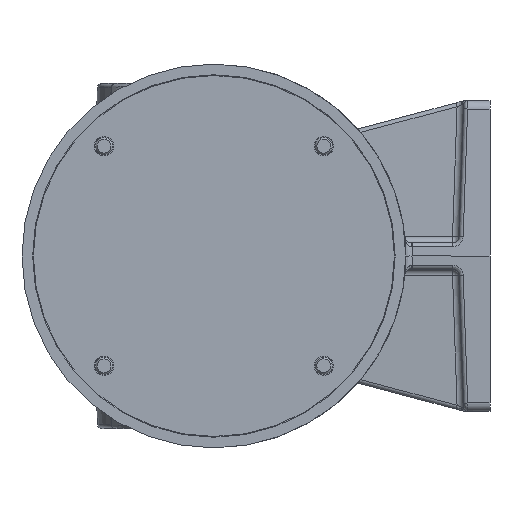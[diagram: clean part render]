
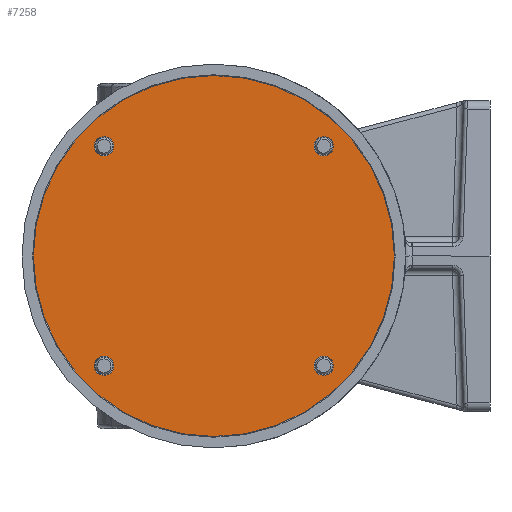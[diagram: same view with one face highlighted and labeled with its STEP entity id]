
A CAD part, left-side view. The second image highlights one B-rep face of the part: STEP entity #7258.
In plain terms, the highlighted planar face has unit normal (-1, 0, 0).
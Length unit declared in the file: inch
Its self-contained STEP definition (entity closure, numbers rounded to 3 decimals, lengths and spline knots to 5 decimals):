
#2877 = VERTEX_POINT ( 'NONE', #48414 ) ;
#3779 = DIRECTION ( 'NONE',  ( -1., 0., 0. ) ) ;
#5412 = CARTESIAN_POINT ( 'NONE',  ( -20.01, 0., 0. ) ) ;
#6760 = EDGE_CURVE ( 'NONE', #2877, #98620, #51130, .T. ) ;
#7258 = ADVANCED_FACE ( 'NONE', ( #90147, #25529, #137958, #83339, #108806 ), #88144, .F. ) ;
#7518 = VERTEX_POINT ( 'NONE', #111466 ) ;
#10003 = CIRCLE ( 'NONE', #111501, 0.28125 ) ;
#10542 = CIRCLE ( 'NONE', #139583, 0.28125 ) ;
#10848 = CARTESIAN_POINT ( 'NONE',  ( -20.01, -3.18198, -3.18198 ) ) ;
#11584 = CIRCLE ( 'NONE', #108206, 0.28125 ) ;
#12712 = EDGE_CURVE ( 'NONE', #61361, #55648, #139112, .T. ) ;
#12725 = EDGE_LOOP ( 'NONE', ( #81370, #16204 ) ) ;
#13905 = ORIENTED_EDGE ( 'NONE', *, *, #33097, .F. ) ;
#16204 = ORIENTED_EDGE ( 'NONE', *, *, #12712, .F. ) ;
#16299 = DIRECTION ( 'NONE',  ( 0., 0., -1. ) ) ;
#16934 = DIRECTION ( 'NONE',  ( -1., 0., 0. ) ) ;
#19980 = VERTEX_POINT ( 'NONE', #49730 ) ;
#19987 = DIRECTION ( 'NONE',  ( -1., 0., 0. ) ) ;
#21757 = DIRECTION ( 'NONE',  ( 0., 0., 1. ) ) ;
#22975 = ORIENTED_EDGE ( 'NONE', *, *, #140821, .F. ) ;
#24978 = ORIENTED_EDGE ( 'NONE', *, *, #73143, .F. ) ;
#25529 = FACE_BOUND ( 'NONE', #50795, .T. ) ;
#25886 = EDGE_CURVE ( 'NONE', #55648, #61361, #11584, .T. ) ;
#27345 = DIRECTION ( 'NONE',  ( 0., 0., 1. ) ) ;
#27512 = DIRECTION ( 'NONE',  ( -1., 0., 0. ) ) ;
#27814 = CARTESIAN_POINT ( 'NONE',  ( -20.01, -3.18198, 3.18198 ) ) ;
#29313 = CIRCLE ( 'NONE', #52043, 5.2305 ) ;
#30078 = CARTESIAN_POINT ( 'NONE',  ( -20.01, 3.18198, -3.18198 ) ) ;
#33097 = EDGE_CURVE ( 'NONE', #19980, #96019, #29313, .T. ) ;
#33730 = AXIS2_PLACEMENT_3D ( 'NONE', #68851, #3779, #79773 ) ;
#37774 = CARTESIAN_POINT ( 'NONE',  ( -20.01, -3.18198, 2.90073 ) ) ;
#40991 = DIRECTION ( 'NONE',  ( 0., 0., 1. ) ) ;
#41558 = CARTESIAN_POINT ( 'NONE',  ( -20.01, 3.18198, 3.18198 ) ) ;
#46205 = ORIENTED_EDGE ( 'NONE', *, *, #116040, .F. ) ;
#48414 = CARTESIAN_POINT ( 'NONE',  ( -20.01, -3.18198, 3.46323 ) ) ;
#49730 = CARTESIAN_POINT ( 'NONE',  ( -20.01, 0., -5.2305 ) ) ;
#50636 = AXIS2_PLACEMENT_3D ( 'NONE', #91634, #91943, #92103 ) ;
#50795 = EDGE_LOOP ( 'NONE', ( #101989, #68773 ) ) ;
#51130 = CIRCLE ( 'NONE', #63294, 0.28125 ) ;
#51486 = CARTESIAN_POINT ( 'NONE',  ( -20.01, 0., 5.2305 ) ) ;
#52043 = AXIS2_PLACEMENT_3D ( 'NONE', #5412, #81378, #16299 ) ;
#52453 = DIRECTION ( 'NONE',  ( 0., 0., 1. ) ) ;
#55131 = DIRECTION ( 'NONE',  ( 1., 0., 0. ) ) ;
#55648 = VERTEX_POINT ( 'NONE', #88030 ) ;
#57288 = CIRCLE ( 'NONE', #126144, 5.2305 ) ;
#57927 = CARTESIAN_POINT ( 'NONE',  ( -20.01, 3.18198, 3.18198 ) ) ;
#60516 = CARTESIAN_POINT ( 'NONE',  ( -20.01, 3.18198, 2.90073 ) ) ;
#61361 = VERTEX_POINT ( 'NONE', #109189 ) ;
#63294 = AXIS2_PLACEMENT_3D ( 'NONE', #27814, #27512, #27345 ) ;
#64859 = CARTESIAN_POINT ( 'NONE',  ( -20.01, -3.18198, -3.46323 ) ) ;
#68773 = ORIENTED_EDGE ( 'NONE', *, *, #120105, .F. ) ;
#68851 = CARTESIAN_POINT ( 'NONE',  ( -20.01, 3.18198, -3.18198 ) ) ;
#68899 = DIRECTION ( 'NONE',  ( 0., 0., 1. ) ) ;
#72882 = EDGE_LOOP ( 'NONE', ( #46205, #125216 ) ) ;
#73143 = EDGE_CURVE ( 'NONE', #7518, #121004, #10542, .T. ) ;
#79773 = DIRECTION ( 'NONE',  ( 0., 0., 1. ) ) ;
#80122 = EDGE_CURVE ( 'NONE', #121004, #7518, #133051, .T. ) ;
#81370 = ORIENTED_EDGE ( 'NONE', *, *, #25886, .F. ) ;
#81378 = DIRECTION ( 'NONE',  ( 1., 0., 0. ) ) ;
#82027 = CARTESIAN_POINT ( 'NONE',  ( -20.01, -3.18198, -3.18198 ) ) ;
#83339 = FACE_BOUND ( 'NONE', #72882, .T. ) ;
#85065 = CARTESIAN_POINT ( 'NONE',  ( -20.01, -3.18198, 3.18198 ) ) ;
#86820 = DIRECTION ( 'NONE',  ( -1., 0., 0. ) ) ;
#88030 = CARTESIAN_POINT ( 'NONE',  ( -20.01, 3.18198, -2.90073 ) ) ;
#88144 = PLANE ( 'NONE',  #50636 ) ;
#90147 = FACE_BOUND ( 'NONE', #12725, .T. ) ;
#91634 = CARTESIAN_POINT ( 'NONE',  ( -20.01, 5.2305, 0. ) ) ;
#91943 = DIRECTION ( 'NONE',  ( 1., 0., 0. ) ) ;
#92103 = DIRECTION ( 'NONE',  ( 0., 0., -1. ) ) ;
#92959 = DIRECTION ( 'NONE',  ( 0., 0., 1. ) ) ;
#93220 = EDGE_LOOP ( 'NONE', ( #24978, #137236 ) ) ;
#96011 = DIRECTION ( 'NONE',  ( 0., 0., 1. ) ) ;
#96019 = VERTEX_POINT ( 'NONE', #51486 ) ;
#98620 = VERTEX_POINT ( 'NONE', #37774 ) ;
#101989 = ORIENTED_EDGE ( 'NONE', *, *, #6760, .F. ) ;
#102870 = EDGE_CURVE ( 'NONE', #121750, #117163, #10003, .T. ) ;
#106091 = DIRECTION ( 'NONE',  ( -1., 0., 0. ) ) ;
#108206 = AXIS2_PLACEMENT_3D ( 'NONE', #30078, #106091, #40991 ) ;
#108806 = FACE_BOUND ( 'NONE', #93220, .T. ) ;
#109189 = CARTESIAN_POINT ( 'NONE',  ( -20.01, 3.18198, -3.46323 ) ) ;
#111466 = CARTESIAN_POINT ( 'NONE',  ( -20.01, -3.18198, -2.90073 ) ) ;
#111501 = AXIS2_PLACEMENT_3D ( 'NONE', #57927, #134158, #68899 ) ;
#111594 = CIRCLE ( 'NONE', #130500, 0.28125 ) ;
#111927 = AXIS2_PLACEMENT_3D ( 'NONE', #41558, #117645, #52453 ) ;
#112461 = CARTESIAN_POINT ( 'NONE',  ( -20.01, 3.18198, 3.46323 ) ) ;
#115567 = CIRCLE ( 'NONE', #111927, 0.28125 ) ;
#116040 = EDGE_CURVE ( 'NONE', #117163, #121750, #115567, .T. ) ;
#117163 = VERTEX_POINT ( 'NONE', #112461 ) ;
#117645 = DIRECTION ( 'NONE',  ( -1., 0., 0. ) ) ;
#119223 = AXIS2_PLACEMENT_3D ( 'NONE', #82027, #16934, #92959 ) ;
#120105 = EDGE_CURVE ( 'NONE', #98620, #2877, #111594, .T. ) ;
#120323 = CARTESIAN_POINT ( 'NONE',  ( -20.01, 0., 0. ) ) ;
#121004 = VERTEX_POINT ( 'NONE', #64859 ) ;
#121750 = VERTEX_POINT ( 'NONE', #60516 ) ;
#125216 = ORIENTED_EDGE ( 'NONE', *, *, #102870, .F. ) ;
#126144 = AXIS2_PLACEMENT_3D ( 'NONE', #120323, #55131, #131345 ) ;
#130500 = AXIS2_PLACEMENT_3D ( 'NONE', #85065, #19987, #96011 ) ;
#131206 = EDGE_LOOP ( 'NONE', ( #13905, #22975 ) ) ;
#131345 = DIRECTION ( 'NONE',  ( 0., 0., -1. ) ) ;
#133051 = CIRCLE ( 'NONE', #119223, 0.28125 ) ;
#134158 = DIRECTION ( 'NONE',  ( -1., 0., 0. ) ) ;
#137236 = ORIENTED_EDGE ( 'NONE', *, *, #80122, .F. ) ;
#137958 = FACE_OUTER_BOUND ( 'NONE', #131206, .T. ) ;
#139112 = CIRCLE ( 'NONE', #33730, 0.28125 ) ;
#139583 = AXIS2_PLACEMENT_3D ( 'NONE', #10848, #86820, #21757 ) ;
#140821 = EDGE_CURVE ( 'NONE', #96019, #19980, #57288, .T. ) ;
